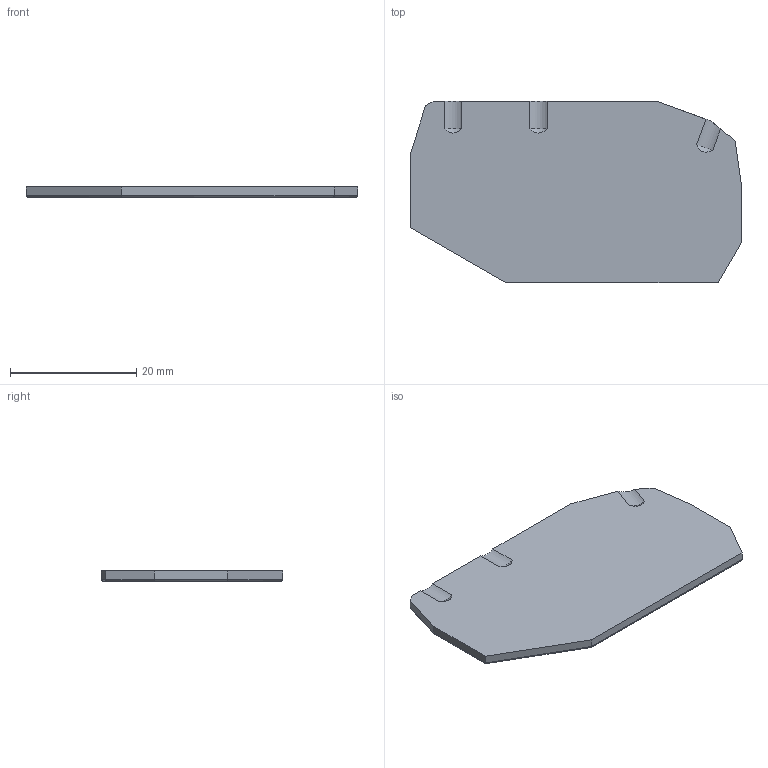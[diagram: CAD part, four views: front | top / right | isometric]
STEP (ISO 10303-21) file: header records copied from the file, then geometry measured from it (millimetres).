
FILE_DESCRIPTION(/* description */ (''),/* implementation_level */ '2;1');
FILE_NAME(/* name */ '3794_ZAP_SR_3A_15_iso.stp',/* time_stamp */ '2011-08-05T11:34:39+02:00',/* author */ (''),/* organization */ (''),/* preprocessor_version */ 'ST-DEVELOPER v11',/* originating_system */ 'SIEMENS UGS NX 6.0',/* authorisation */ '');
FILE_SCHEMA (('CONFIG_CONTROL_DESIGN'));
Length unit declared in the file: millimetre
Products named in the file (1): 3794_ZAP_SR_3A_15_iso
Bounding box: 52.5 x 28.7 x 1.6 mm (x, y, z)
Volume: 2189.5 mm3; surface area: 2967.6 mm2
Topology: 1 solids, 1 shells, 30 faces, 73 edges, 45 vertices
Faces by surface type: cylinder 14, plane 13, cone 3
Entity records: 964 total; most frequent: CARTESIAN_POINT 202, ORIENTED_EDGE 146, DIRECTION 126, EDGE_CURVE 73, LINE 52, VECTOR 52, VERTEX_POINT 45, AXIS2_PLACEMENT_3D 37
